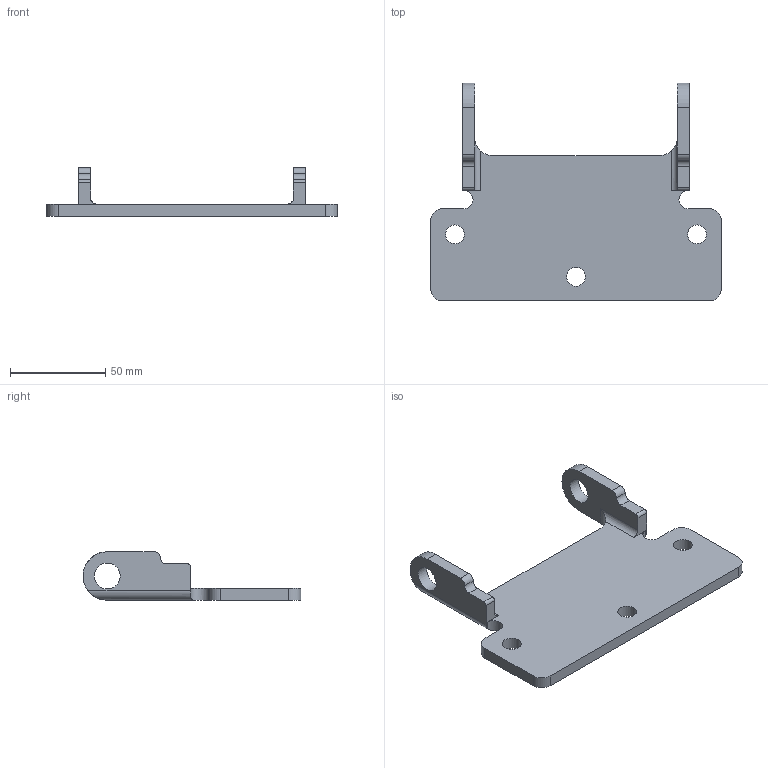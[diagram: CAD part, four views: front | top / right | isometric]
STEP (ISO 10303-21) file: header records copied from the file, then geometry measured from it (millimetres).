
FILE_DESCRIPTION((''),'2;1');
FILE_NAME('30-5897-1 .stp','2012-09-14T10:31:09',('fredp'),(''),'Autodesk Inventor 2012','Autodesk Inventor 2012','');
FILE_SCHEMA(('AUTOMOTIVE_DESIGN { 1 0 10303 214 1 1 1 1 }'));
Length unit declared in the file: inch
Products named in the file (1): 30-5897-1 
Bounding box: 152.4 x 114.3 x 25.4 mm (x, y, z)
Volume: 78114.6 mm3; surface area: 29875.1 mm2
Topology: 1 solids, 1 shells, 178 faces, 486 edges, 324 vertices
Faces by surface type: plane 117, bspline 36, cylinder 25
Full cylindrical faces by diameter (mm): 9.906 x3, 13.487 x2
Entity records: 5945 total; most frequent: CARTESIAN_POINT 1614, ORIENTED_EDGE 962, DIRECTION 735, EDGE_CURVE 481, VECTOR 357, LINE 357, VERTEX_POINT 324, EDGE_LOOP 207
